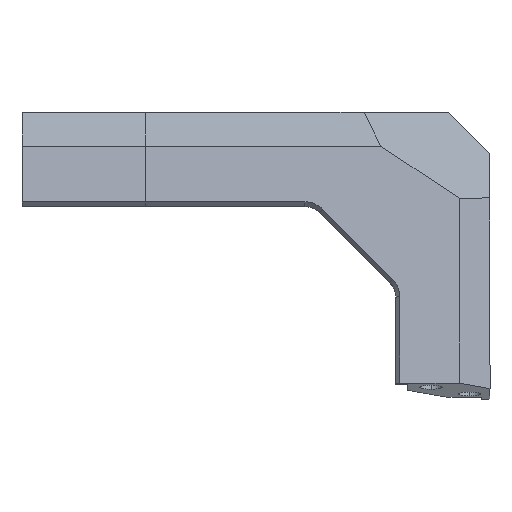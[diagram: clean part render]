
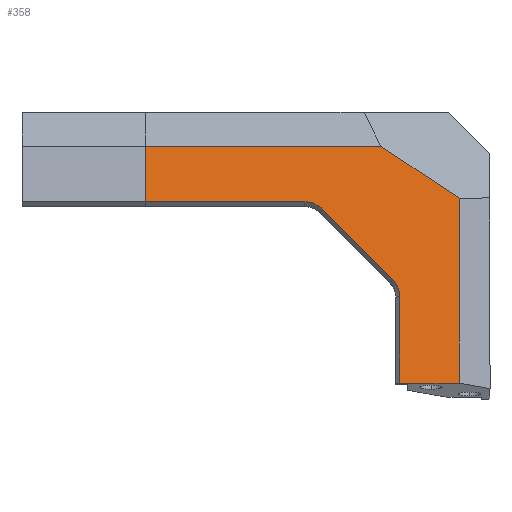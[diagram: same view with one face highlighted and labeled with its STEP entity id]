
A CAD part, left-side view. The second image highlights one B-rep face of the part: STEP entity #358.
In plain terms, the highlighted planar face has unit normal (-0.985, 0, 0.174).
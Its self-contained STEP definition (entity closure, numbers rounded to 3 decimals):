
#7 = ORIENTED_EDGE ( 'NONE', *, *, #425, .F. ) ;
#52 = LINE ( 'NONE', #1870, #2714 ) ;
#54 = VECTOR ( 'NONE', #2489, 1000. ) ;
#78 = ORIENTED_EDGE ( 'NONE', *, *, #386, .T. ) ;
#83 = DIRECTION ( 'NONE',  ( 0.174, 0., 0.985 ) ) ;
#135 = ORIENTED_EDGE ( 'NONE', *, *, #523, .F. ) ;
#151 = CARTESIAN_POINT ( 'NONE',  ( -19.326, -108.929, 83.219 ) ) ;
#159 = DIRECTION ( 'NONE',  ( 0., -1., 0. ) ) ;
#282 = AXIS2_PLACEMENT_3D ( 'NONE', #2376, #1563, #2114 ) ;
#358 = ADVANCED_FACE ( 'NONE', ( #600 ), #2852, .F. ) ;
#367 = CARTESIAN_POINT ( 'NONE',  ( -19.173, -146.5, 84.088 ) ) ;
#368 = DIRECTION ( 'NONE',  ( -0.174, 0., -0.985 ) ) ;
#386 = EDGE_CURVE ( 'NONE', #1590, #530, #52, .T. ) ;
#415 = CARTESIAN_POINT ( 'NONE',  ( -19.439, -112.064, 82.578 ) ) ;
#425 = EDGE_CURVE ( 'NONE', #1078, #2296, #2927, .T. ) ;
#430 = LINE ( 'NONE', #880, #2926 ) ;
#493 = CARTESIAN_POINT ( 'NONE',  ( -34., -146.5, 0. ) ) ;
#523 = EDGE_CURVE ( 'NONE', #1590, #2587, #430, .T. ) ;
#530 = VERTEX_POINT ( 'NONE', #1412 ) ;
#600 = FACE_OUTER_BOUND ( 'NONE', #2138, .T. ) ;
#613 = CARTESIAN_POINT ( 'NONE',  ( -34., -132., 0. ) ) ;
#627 = VERTEX_POINT ( 'NONE', #2009 ) ;
#677 = ORIENTED_EDGE ( 'NONE', *, *, #1734, .F. ) ;
#719 = CARTESIAN_POINT ( 'NONE',  ( -16.943, -127.412, 96.736 ) ) ;
#739 = LINE ( 'NONE', #493, #3035 ) ;
#760 = VERTEX_POINT ( 'NONE', #840 ) ;
#787 = VERTEX_POINT ( 'NONE', #1042 ) ;
#810 = DIRECTION ( 'NONE',  ( 0.097, 0.83, 0.55 ) ) ;
#840 = CARTESIAN_POINT ( 'NONE',  ( -27.118, -132., 39.029 ) ) ;
#864 = EDGE_CURVE ( 'NONE', #760, #787, #1418, .T. ) ;
#880 = CARTESIAN_POINT ( 'NONE',  ( -16.943, 0., 96.736 ) ) ;
#890 = VECTOR ( 'NONE', #1280, 1000. ) ;
#897 = EDGE_CURVE ( 'NONE', #1602, #627, #1855, .T. ) ;
#1042 = CARTESIAN_POINT ( 'NONE',  ( -27.118, -146.5, 39.029 ) ) ;
#1078 = VERTEX_POINT ( 'NONE', #1405 ) ;
#1094 = CARTESIAN_POINT ( 'NONE',  ( -23.394, -132., 60.148 ) ) ;
#1127 = CARTESIAN_POINT ( 'NONE',  ( -19.326, -108.929, 83.219 ) ) ;
#1139 = ORIENTED_EDGE ( 'NONE', *, *, #3155, .F. ) ;
#1170 = DIRECTION ( 'NONE',  ( 0., -1., 0. ) ) ;
#1182 = EDGE_CURVE ( 'NONE', #2296, #530, #1349, .T. ) ;
#1207 = CARTESIAN_POINT ( 'NONE',  ( -19.325, -110.502, 83.226 ) ) ;
#1280 = DIRECTION ( 'NONE',  ( 0., 1., 0. ) ) ;
#1324 = ORIENTED_EDGE ( 'NONE', *, *, #864, .T. ) ;
#1349 = LINE ( 'NONE', #2295, #890 ) ;
#1358 = CARTESIAN_POINT ( 'NONE',  ( -22.842, -131.36, 63.283 ) ) ;
#1405 = CARTESIAN_POINT ( 'NONE',  ( -19.636, -113.172, 81.462 ) ) ;
#1412 = CARTESIAN_POINT ( 'NONE',  ( -19.326, -70., 83.219 ) ) ;
#1418 = LINE ( 'NONE', #2176, #1469 ) ;
#1421 = LINE ( 'NONE', #2985, #54 ) ;
#1469 = VECTOR ( 'NONE', #159, 1000. ) ;
#1547 = ORIENTED_EDGE ( 'NONE', *, *, #1182, .F. ) ;
#1563 = DIRECTION ( 'NONE',  ( 0.985, 0., -0.174 ) ) ;
#1590 = VERTEX_POINT ( 'NONE', #3043 ) ;
#1602 = VERTEX_POINT ( 'NONE', #2532 ) ;
#1654 = LINE ( 'NONE', #613, #2111 ) ;
#1677 = ORIENTED_EDGE ( 'NONE', *, *, #1943, .T. ) ;
#1734 = EDGE_CURVE ( 'NONE', #2004, #787, #739, .T. ) ;
#1855 = B_SPLINE_CURVE_WITH_KNOTS ( 'NONE', 3,
 ( #1094, #2108, #1358, #2596 ),
 .UNSPECIFIED., .F., .F.,
 ( 4, 4 ),
 ( 0., 1. ),
 .UNSPECIFIED. ) ;
#1870 = CARTESIAN_POINT ( 'NONE',  ( -34., -70., 0. ) ) ;
#1943 = EDGE_CURVE ( 'NONE', #2004, #2587, #3077, .T. ) ;
#2004 = VERTEX_POINT ( 'NONE', #367 ) ;
#2009 = CARTESIAN_POINT ( 'NONE',  ( -22.646, -130.243, 64.391 ) ) ;
#2108 = CARTESIAN_POINT ( 'NONE',  ( -23.117, -132.006, 61.721 ) ) ;
#2111 = VECTOR ( 'NONE', #83, 1000. ) ;
#2114 = DIRECTION ( 'NONE',  ( 0.174, 0., 0.985 ) ) ;
#2138 = EDGE_LOOP ( 'NONE', ( #1324, #677, #1677, #135, #78, #1547, #7, #2741, #2929, #1139 ) ) ;
#2176 = CARTESIAN_POINT ( 'NONE',  ( -27.118, -132., 39.029 ) ) ;
#2195 = CARTESIAN_POINT ( 'NONE',  ( -19.636, -113.172, 81.462 ) ) ;
#2295 = CARTESIAN_POINT ( 'NONE',  ( -19.326, 0., 83.219 ) ) ;
#2296 = VERTEX_POINT ( 'NONE', #1127 ) ;
#2376 = CARTESIAN_POINT ( 'NONE',  ( -34., 0., 0. ) ) ;
#2489 = DIRECTION ( 'NONE',  ( 0.124, 0.702, 0.702 ) ) ;
#2524 = DIRECTION ( 'NONE',  ( -0.174, 0., -0.985 ) ) ;
#2532 = CARTESIAN_POINT ( 'NONE',  ( -23.394, -132., 60.148 ) ) ;
#2568 = CARTESIAN_POINT ( 'NONE',  ( -12.011, -85.206, 124.705 ) ) ;
#2587 = VERTEX_POINT ( 'NONE', #719 ) ;
#2596 = CARTESIAN_POINT ( 'NONE',  ( -22.646, -130.243, 64.391 ) ) ;
#2672 = VECTOR ( 'NONE', #810, 1000. ) ;
#2714 = VECTOR ( 'NONE', #368, 1000. ) ;
#2741 = ORIENTED_EDGE ( 'NONE', *, *, #3193, .F. ) ;
#2852 = PLANE ( 'NONE',  #282 ) ;
#2926 = VECTOR ( 'NONE', #1170, 1000. ) ;
#2927 = B_SPLINE_CURVE_WITH_KNOTS ( 'NONE', 3,
 ( #2195, #415, #1207, #151 ),
 .UNSPECIFIED., .F., .F.,
 ( 4, 4 ),
 ( 0., 1. ),
 .UNSPECIFIED. ) ;
#2929 = ORIENTED_EDGE ( 'NONE', *, *, #897, .F. ) ;
#2985 = CARTESIAN_POINT ( 'NONE',  ( -19.654, -113.271, 81.363 ) ) ;
#3035 = VECTOR ( 'NONE', #2524, 1000. ) ;
#3043 = CARTESIAN_POINT ( 'NONE',  ( -16.943, -70., 96.736 ) ) ;
#3077 = LINE ( 'NONE', #2568, #2672 ) ;
#3155 = EDGE_CURVE ( 'NONE', #760, #1602, #1654, .T. ) ;
#3193 = EDGE_CURVE ( 'NONE', #627, #1078, #1421, .T. ) ;
